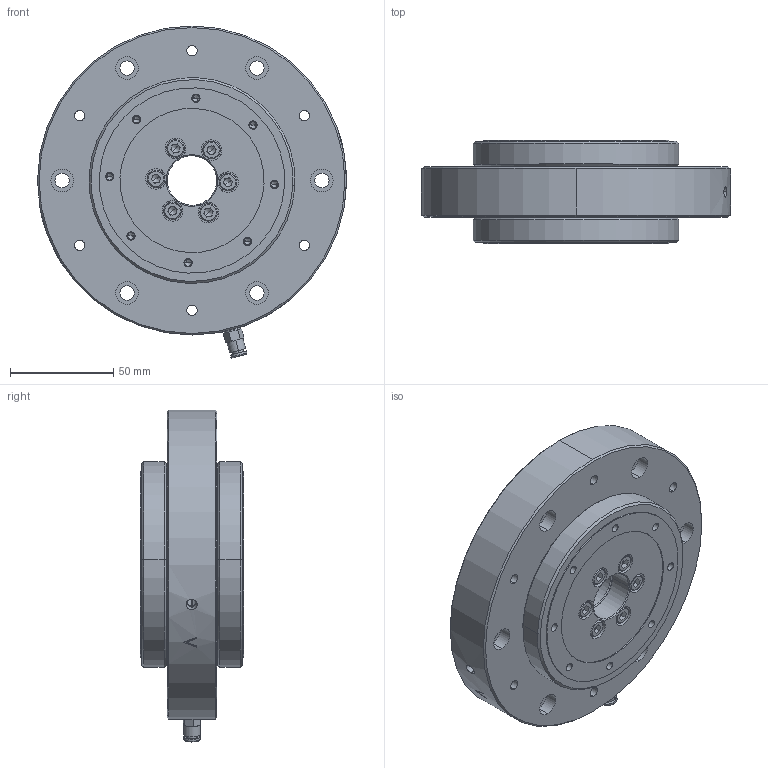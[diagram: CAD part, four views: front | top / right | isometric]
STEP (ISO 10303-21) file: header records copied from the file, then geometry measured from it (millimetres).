
FILE_DESCRIPTION (( 'STEP AP214' ), '1' );
FILE_NAME ('SS-100.STEP', '2024-02-14T01:59:08', ( '' ), ( '' ), 'SwSTEP 2.0', 'SolidWorks 2023', '' );
FILE_SCHEMA (( 'AUTOMOTIVE_DESIGN' ));
Length unit declared in the file: millimetre
Products named in the file (11): SS-100; 50-00025_250; Lock Washer Spring Regular_AI_Regular LW 0.19; 50-00026_DEFAULT; 69-0019_250-Finished; 64-0019_250-Finished; Socket Head Cap Screw_AM_B18.3.1M - 5 x 0.8 x 16 Hex SHCS -- 16NHX; 50-00024_DEFAU; S90A002; S90F019_03-32
Assembly tree (32 placements, depth 2):
  SS-100
    50-00024_DEFAU
    50-00025_250
    64-0019_250-Finished
    64-0019_250-Finished
    69-0019_250-Finished
    50-00026_DEFAULT  x2
    Lock Washer Spring Regular_AI_Regular LW 0.19  x12
    Socket Head Cap Screw_AM_B18.3.1M - 5 x 0.8 x 16 Hex SHCS -- 16NHX  x12
    S90F019_03-32
  S90A002
Bounding box: 150 x 50 x 161.15 mm (x, y, z)
Volume: 577956.9 mm3; surface area: 149465.6 mm2
Topology: 32 solids, 32 shells, 904 faces, 2019 edges, 1221 vertices
Faces by surface type: cylinder 353, plane 345, cone 172, torus 28, bspline 6
Entity records: 13476 total; most frequent: CARTESIAN_POINT 2863, DIRECTION 2353, ORIENTED_EDGE 1938, AXIS2_PLACEMENT_3D 986, EDGE_CURVE 969, VERTEX_POINT 616, EDGE_LOOP 563, CIRCLE 522
